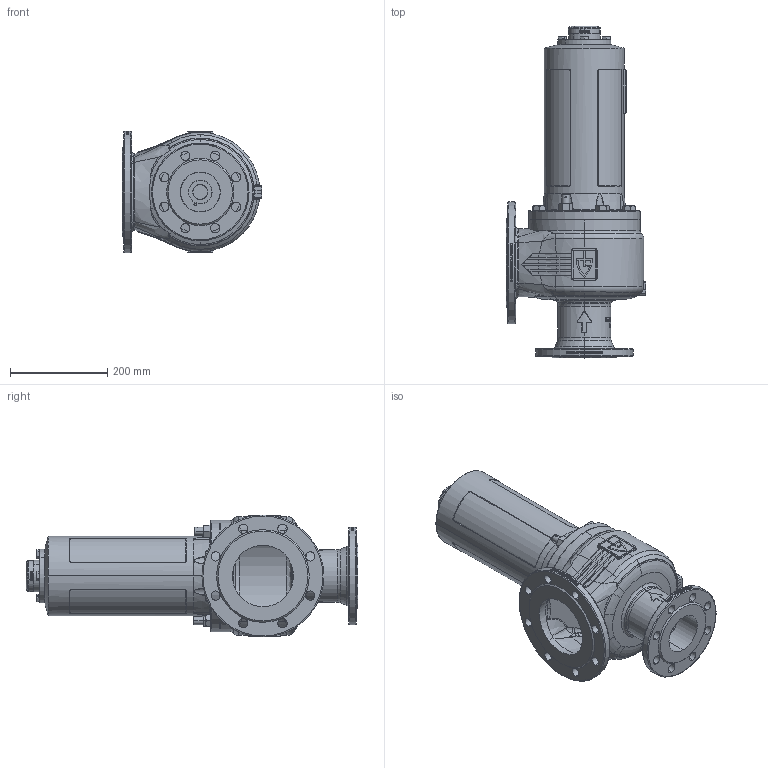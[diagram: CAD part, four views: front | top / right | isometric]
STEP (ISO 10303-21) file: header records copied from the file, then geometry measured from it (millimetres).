
FILE_DESCRIPTION (( 'STEP AP214' ), '1' );
FILE_NAME ('355TGFO_80_FLFL_80125_MD.STEP', '2020-08-20T07:27:46', ( '' ), ( '' ), 'SwSTEP 2.0', 'SolidWorks 2020', '' );
FILE_SCHEMA (( 'AUTOMOTIVE_DESIGN' ));
Length unit declared in the file: millimetre
Products named in the file (1): 355TGFO_80_FLFL_80125_MD
Bounding box: 286 x 681 x 250 mm (x, y, z)
Volume: 5120652 mm3; surface area: 1094253.7 mm2
Topology: 19 solids, 19 shells, 2721 faces, 6883 edges, 4385 vertices
Faces by surface type: plane 1056, bspline 784, cylinder 505, cone 255, torus 120, sphere 1
Entity records: 220579 total; most frequent: CARTESIAN_POINT 130935, ORIENTED_EDGE 13658, DIRECTION 10243, EDGE_CURVE 6829, VERTEX_POINT 4385, AXIS2_PLACEMENT_3D 4023, EDGE_LOOP 3044, UNCERTAINTY_MEASURE_WITH_UNIT 2736
